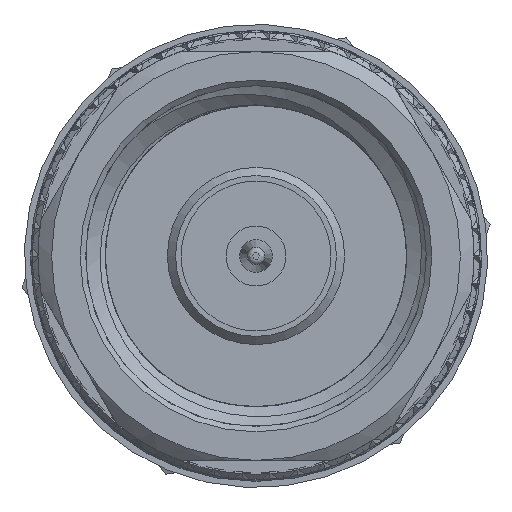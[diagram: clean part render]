
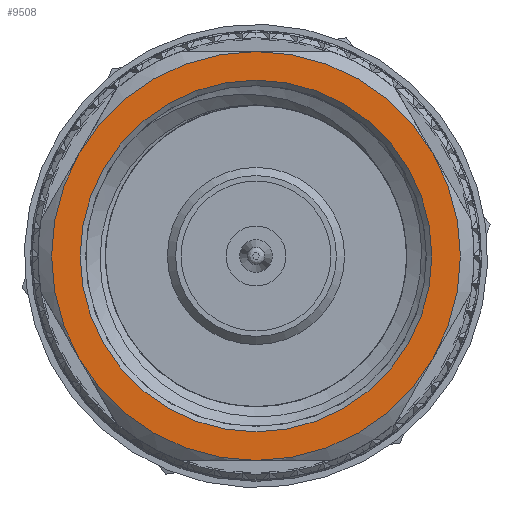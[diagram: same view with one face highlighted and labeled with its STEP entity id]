
A CAD part, left-side view. The second image highlights one B-rep face of the part: STEP entity #9508.
In plain terms, the highlighted planar face has unit normal (-1, 0, 0).
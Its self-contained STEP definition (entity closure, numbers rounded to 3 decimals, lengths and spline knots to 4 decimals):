
#898 = EDGE_LOOP ( 'NONE', ( #128609 ) ) ;
#1793 = VERTEX_POINT ( 'NONE', #77595 ) ;
#2993 = AXIS2_PLACEMENT_3D ( 'NONE', #32774, #151049, #31763 ) ;
#4857 = CARTESIAN_POINT ( 'NONE',  ( 0., 0., 0. ) ) ;
#9508 = ADVANCED_FACE ( 'NONE', ( #109761, #49020 ), #148911, .T. ) ;
#9622 = EDGE_LOOP ( 'NONE', ( #28603, #19427, #33180, #115494, #121831, #94652 ) ) ;
#15145 = AXIS2_PLACEMENT_3D ( 'NONE', #115247, #150699, #80280 ) ;
#19427 = ORIENTED_EDGE ( 'NONE', *, *, #112534, .T. ) ;
#24630 = CARTESIAN_POINT ( 'NONE',  ( 0., 0., 0. ) ) ;
#27840 = VERTEX_POINT ( 'NONE', #150169 ) ;
#28603 = ORIENTED_EDGE ( 'NONE', *, *, #60794, .T. ) ;
#29805 = CIRCLE ( 'NONE', #61636, 0.375 ) ;
#31043 = DIRECTION ( 'NONE',  ( 0., -1., 0. ) ) ;
#31763 = DIRECTION ( 'NONE',  ( 0., 0., 1. ) ) ;
#31801 = VERTEX_POINT ( 'NONE', #134173 ) ;
#32774 = CARTESIAN_POINT ( 'NONE',  ( 0., 0., 0. ) ) ;
#33180 = ORIENTED_EDGE ( 'NONE', *, *, #98740, .T. ) ;
#43621 = AXIS2_PLACEMENT_3D ( 'NONE', #149938, #114483, #126315 ) ;
#43892 = CIRCLE ( 'NONE', #2993, 0.3225 ) ;
#46601 = CIRCLE ( 'NONE', #15145, 0.375 ) ;
#49020 = FACE_OUTER_BOUND ( 'NONE', #9622, .T. ) ;
#49904 = CIRCLE ( 'NONE', #114172, 0.375 ) ;
#51233 = CIRCLE ( 'NONE', #103903, 0.375 ) ;
#58373 = CARTESIAN_POINT ( 'NONE',  ( 0., 0.3248, -0.1875 ) ) ;
#60475 = DIRECTION ( 'NONE',  ( -1., 0., 0. ) ) ;
#60794 = EDGE_CURVE ( 'NONE', #31801, #108699, #49904, .T. ) ;
#61636 = AXIS2_PLACEMENT_3D ( 'NONE', #97391, #60475, #119503 ) ;
#69020 = CARTESIAN_POINT ( 'NONE',  ( 0., 0.3248, 0.1875 ) ) ;
#71554 = DIRECTION ( 'NONE',  ( 0., -1., 0. ) ) ;
#77595 = CARTESIAN_POINT ( 'NONE',  ( 0., 0., -0.375 ) ) ;
#77928 = CARTESIAN_POINT ( 'NONE',  ( 0., 0., 0. ) ) ;
#79583 = CIRCLE ( 'NONE', #148024, 0.375 ) ;
#80280 = DIRECTION ( 'NONE',  ( 0., -1., 0. ) ) ;
#82088 = CIRCLE ( 'NONE', #136816, 0.375 ) ;
#85009 = DIRECTION ( 'NONE',  ( -1., 0., 0. ) ) ;
#90931 = VERTEX_POINT ( 'NONE', #58373 ) ;
#91253 = EDGE_CURVE ( 'NONE', #1793, #31801, #82088, .T. ) ;
#94652 = ORIENTED_EDGE ( 'NONE', *, *, #91253, .T. ) ;
#97163 = EDGE_CURVE ( 'NONE', #122001, #90931, #46601, .T. ) ;
#97391 = CARTESIAN_POINT ( 'NONE',  ( 0., 0., 0. ) ) ;
#98740 = EDGE_CURVE ( 'NONE', #137693, #122001, #29805, .T. ) ;
#103903 = AXIS2_PLACEMENT_3D ( 'NONE', #130832, #85009, #108176 ) ;
#108176 = DIRECTION ( 'NONE',  ( 0., -1., 0. ) ) ;
#108699 = VERTEX_POINT ( 'NONE', #115199 ) ;
#109761 = FACE_BOUND ( 'NONE', #898, .T. ) ;
#112534 = EDGE_CURVE ( 'NONE', #108699, #137693, #51233, .T. ) ;
#113422 = DIRECTION ( 'NONE',  ( 0., -1., 0. ) ) ;
#114172 = AXIS2_PLACEMENT_3D ( 'NONE', #24630, #130650, #71554 ) ;
#114483 = DIRECTION ( 'NONE',  ( -1., 0., 0. ) ) ;
#115199 = CARTESIAN_POINT ( 'NONE',  ( 0., -0.3248, 0.1875 ) ) ;
#115247 = CARTESIAN_POINT ( 'NONE',  ( 0., 0., 0. ) ) ;
#115494 = ORIENTED_EDGE ( 'NONE', *, *, #97163, .T. ) ;
#119503 = DIRECTION ( 'NONE',  ( 0., -1., 0. ) ) ;
#121831 = ORIENTED_EDGE ( 'NONE', *, *, #140865, .T. ) ;
#122001 = VERTEX_POINT ( 'NONE', #69020 ) ;
#123616 = DIRECTION ( 'NONE',  ( -1., 0., 0. ) ) ;
#126315 = DIRECTION ( 'NONE',  ( 0., -1., 0. ) ) ;
#128609 = ORIENTED_EDGE ( 'NONE', *, *, #137723, .T. ) ;
#130650 = DIRECTION ( 'NONE',  ( -1., 0., 0. ) ) ;
#130832 = CARTESIAN_POINT ( 'NONE',  ( 0., 0., 0. ) ) ;
#134173 = CARTESIAN_POINT ( 'NONE',  ( 0., -0.3248, -0.1875 ) ) ;
#135001 = CARTESIAN_POINT ( 'NONE',  ( 0., 0., 0.375 ) ) ;
#136816 = AXIS2_PLACEMENT_3D ( 'NONE', #77928, #137012, #113422 ) ;
#137012 = DIRECTION ( 'NONE',  ( -1., 0., 0. ) ) ;
#137693 = VERTEX_POINT ( 'NONE', #135001 ) ;
#137723 = EDGE_CURVE ( 'NONE', #27840, #27840, #43892, .T. ) ;
#140865 = EDGE_CURVE ( 'NONE', #90931, #1793, #79583, .T. ) ;
#148024 = AXIS2_PLACEMENT_3D ( 'NONE', #4857, #123616, #31043 ) ;
#148911 = PLANE ( 'NONE',  #43621 ) ;
#149938 = CARTESIAN_POINT ( 'NONE',  ( 0., 0.3881, 0. ) ) ;
#150169 = CARTESIAN_POINT ( 'NONE',  ( 0., 0., 0.3225 ) ) ;
#150699 = DIRECTION ( 'NONE',  ( -1., 0., 0. ) ) ;
#151049 = DIRECTION ( 'NONE',  ( 1., 0., 0. ) ) ;
